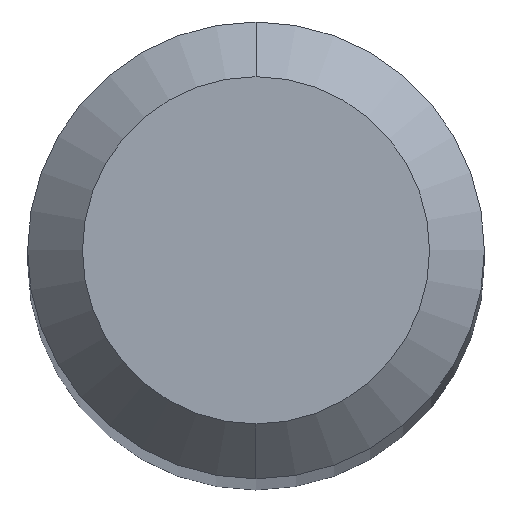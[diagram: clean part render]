
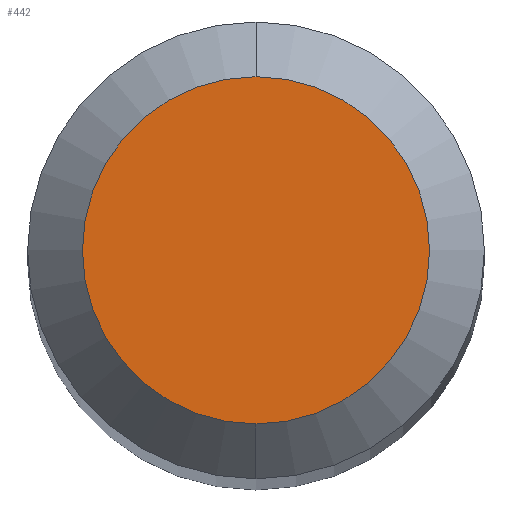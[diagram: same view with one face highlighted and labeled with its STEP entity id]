
A CAD part, top view. The second image highlights one B-rep face of the part: STEP entity #442.
In plain terms, the highlighted planar face has unit normal (0, 0, 1).
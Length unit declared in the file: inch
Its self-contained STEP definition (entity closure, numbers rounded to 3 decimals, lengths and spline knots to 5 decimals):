
#18 = CIRCLE ( 'NONE', #312, 0.0475 ) ;
#24 = EDGE_CURVE ( 'NONE', #173, #482, #18, .T. ) ;
#50 = CARTESIAN_POINT ( 'NONE',  ( 0., 0., 0. ) ) ;
#89 = DIRECTION ( 'NONE',  ( 0., 0., 1. ) ) ;
#103 = DIRECTION ( 'NONE',  ( 0., 1., 0. ) ) ;
#167 = ORIENTED_EDGE ( 'NONE', *, *, #24, .T. ) ;
#173 = VERTEX_POINT ( 'NONE', #499 ) ;
#180 = DIRECTION ( 'NONE',  ( 0., 0., 1. ) ) ;
#192 = CARTESIAN_POINT ( 'NONE',  ( 0., 0.0475, 0. ) ) ;
#206 = AXIS2_PLACEMENT_3D ( 'NONE', #192, #500, #103 ) ;
#211 = DIRECTION ( 'NONE',  ( 0., -1., 0. ) ) ;
#228 = PLANE ( 'NONE',  #206 ) ;
#241 = AXIS2_PLACEMENT_3D ( 'NONE', #50, #89, #360 ) ;
#257 = EDGE_LOOP ( 'NONE', ( #285, #167 ) ) ;
#285 = ORIENTED_EDGE ( 'NONE', *, *, #306, .T. ) ;
#289 = CARTESIAN_POINT ( 'NONE',  ( 0., 0., 0. ) ) ;
#306 = EDGE_CURVE ( 'NONE', #482, #173, #454, .T. ) ;
#312 = AXIS2_PLACEMENT_3D ( 'NONE', #289, #180, #211 ) ;
#360 = DIRECTION ( 'NONE',  ( 0., -1., 0. ) ) ;
#389 = CARTESIAN_POINT ( 'NONE',  ( 0., 0.0475, 0. ) ) ;
#442 = ADVANCED_FACE ( 'NONE', ( #496 ), #228, .F. ) ;
#454 = CIRCLE ( 'NONE', #241, 0.0475 ) ;
#482 = VERTEX_POINT ( 'NONE', #389 ) ;
#496 = FACE_OUTER_BOUND ( 'NONE', #257, .T. ) ;
#499 = CARTESIAN_POINT ( 'NONE',  ( 0., -0.0475, 0. ) ) ;
#500 = DIRECTION ( 'NONE',  ( 0., 0., -1. ) ) ;
